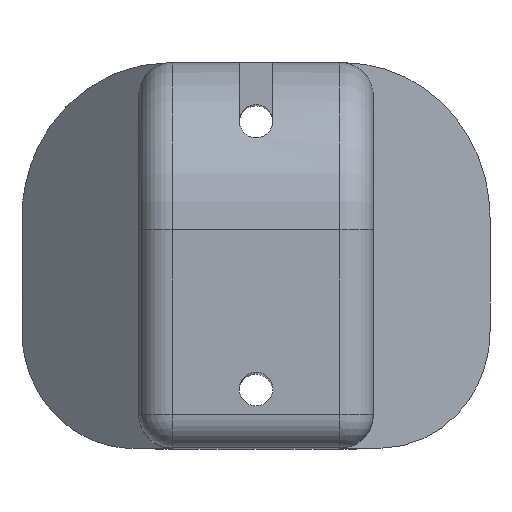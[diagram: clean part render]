
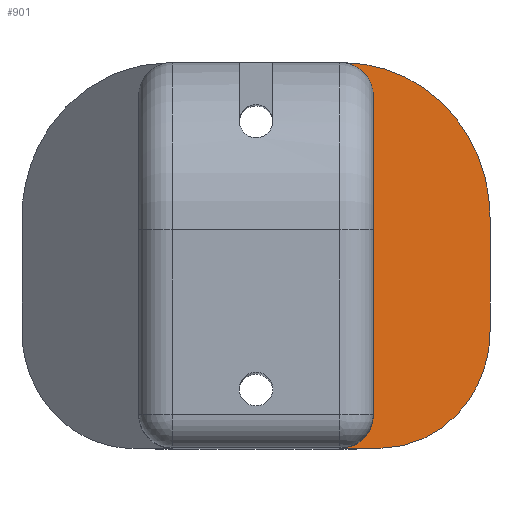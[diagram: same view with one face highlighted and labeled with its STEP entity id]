
A CAD part, top view. The second image highlights one B-rep face of the part: STEP entity #901.
In plain terms, the highlighted planar face has unit normal (0.689, 0, 0.725).
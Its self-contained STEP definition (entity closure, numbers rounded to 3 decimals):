
#17 = CARTESIAN_POINT ( 'NONE',  ( 2.626, 11.5, 8.72 ) ) ;
#27 = CARTESIAN_POINT ( 'NONE',  ( 2.5, 11.5, 8.84 ) ) ;
#29 = ORIENTED_EDGE ( 'NONE', *, *, #189, .F. ) ;
#41 = CARTESIAN_POINT ( 'NONE',  ( 3.086, 0., 8.284 ) ) ;
#51 = CARTESIAN_POINT ( 'NONE',  ( 3.5, 1., 7.89 ) ) ;
#90 = VECTOR ( 'NONE', #1197, 1000. ) ;
#109 = AXIS2_PLACEMENT_3D ( 'NONE', #546, #114, #1307 ) ;
#110 = LINE ( 'NONE', #1294, #138 ) ;
#114 = DIRECTION ( 'NONE',  ( -0.689, 0., -0.725 ) ) ;
#126 = ORIENTED_EDGE ( 'NONE', *, *, #387, .T. ) ;
#134 = VERTEX_POINT ( 'NONE', #244 ) ;
#138 = VECTOR ( 'NONE', #530, 1000. ) ;
#149 = CARTESIAN_POINT ( 'NONE',  ( 5.608, 0., 5.888 ) ) ;
#178 = ORIENTED_EDGE ( 'NONE', *, *, #817, .T. ) ;
#186 =( BOUNDED_CURVE ( )  B_SPLINE_CURVE ( 3, ( #1098, #376, #664, #17 ),
 .UNSPECIFIED., .F., .T. ) 
 B_SPLINE_CURVE_WITH_KNOTS ( ( 4, 4 ),
 ( 0., 1.571 ),
 .UNSPECIFIED. ) 
 CURVE ( )  GEOMETRIC_REPRESENTATION_ITEM ( )  RATIONAL_B_SPLINE_CURVE ( ( 1., 0.805, 0.805, 1. ) ) 
 REPRESENTATION_ITEM ( '' )  );
#188 = ORIENTED_EDGE ( 'NONE', *, *, #1031, .T. ) ;
#189 = EDGE_CURVE ( 'NONE', #242, #212, #227, .T. ) ;
#212 = VERTEX_POINT ( 'NONE', #780 ) ;
#226 = CARTESIAN_POINT ( 'NONE',  ( 3.086, 11.5, 8.284 ) ) ;
#227 = LINE ( 'NONE', #544, #90 ) ;
#242 = VERTEX_POINT ( 'NONE', #266 ) ;
#244 = CARTESIAN_POINT ( 'NONE',  ( 3.668, 0., 7.731 ) ) ;
#266 = CARTESIAN_POINT ( 'NONE',  ( 6.981, 6.9, 4.585 ) ) ;
#267 = ORIENTED_EDGE ( 'NONE', *, *, #1308, .T. ) ;
#291 =( BOUNDED_CURVE ( )  B_SPLINE_CURVE ( 3, ( #27, #226, #1181, #551 ),
 .UNSPECIFIED., .F., .F. ) 
 B_SPLINE_CURVE_WITH_KNOTS ( ( 4, 4 ),
 ( 1.571, 3.142 ),
 .UNSPECIFIED. ) 
 CURVE ( )  GEOMETRIC_REPRESENTATION_ITEM ( )  RATIONAL_B_SPLINE_CURVE ( ( 1., 0.805, 0.805, 1. ) ) 
 REPRESENTATION_ITEM ( '' )  );
#318 = EDGE_CURVE ( 'NONE', #330, #745, #291, .T. ) ;
#329 = DIRECTION ( 'NONE',  ( 0., -1., 0. ) ) ;
#330 = VERTEX_POINT ( 'NONE', #641 ) ;
#343 = EDGE_CURVE ( 'NONE', #330, #952, #110, .T. ) ;
#367 = CARTESIAN_POINT ( 'NONE',  ( 3.668, 0., 7.731 ) ) ;
#376 = CARTESIAN_POINT ( 'NONE',  ( 6.981, 9.595, 4.585 ) ) ;
#387 = EDGE_CURVE ( 'NONE', #536, #134, #635, .T. ) ;
#396 = CARTESIAN_POINT ( 'NONE',  ( 3.5, 0.414, 7.89 ) ) ;
#460 = CARTESIAN_POINT ( 'NONE',  ( 3.5, 11.5, 7.89 ) ) ;
#530 = DIRECTION ( 'NONE',  ( 0.725, 0., -0.689 ) ) ;
#533 = LINE ( 'NONE', #460, #967 ) ;
#536 = VERTEX_POINT ( 'NONE', #761 ) ;
#544 = CARTESIAN_POINT ( 'NONE',  ( 6.981, 11.5, 4.585 ) ) ;
#546 = CARTESIAN_POINT ( 'NONE',  ( 3.5, 11.5, 7.89 ) ) ;
#551 = CARTESIAN_POINT ( 'NONE',  ( 3.5, 10.5, 7.89 ) ) ;
#554 = PLANE ( 'NONE',  #109 ) ;
#562 = VERTEX_POINT ( 'NONE', #776 ) ;
#574 = CARTESIAN_POINT ( 'NONE',  ( 6.981, 1.45, 4.585 ) ) ;
#635 = LINE ( 'NONE', #648, #983 ) ;
#641 = CARTESIAN_POINT ( 'NONE',  ( 2.5, 11.5, 8.84 ) ) ;
#648 = CARTESIAN_POINT ( 'NONE',  ( 3.5, 0., 7.89 ) ) ;
#651 = FACE_OUTER_BOUND ( 'NONE', #966, .T. ) ;
#664 = CARTESIAN_POINT ( 'NONE',  ( 5.177, 11.5, 6.298 ) ) ;
#676 = CARTESIAN_POINT ( 'NONE',  ( 2.5, 0., 8.84 ) ) ;
#726 = ORIENTED_EDGE ( 'NONE', *, *, #318, .T. ) ;
#745 = VERTEX_POINT ( 'NONE', #805 ) ;
#761 = CARTESIAN_POINT ( 'NONE',  ( 2.5, 0., 8.84 ) ) ;
#776 = CARTESIAN_POINT ( 'NONE',  ( 3.5, 1., 7.89 ) ) ;
#780 = CARTESIAN_POINT ( 'NONE',  ( 6.981, 3.5, 4.585 ) ) ;
#805 = CARTESIAN_POINT ( 'NONE',  ( 3.5, 10.5, 7.89 ) ) ;
#817 = EDGE_CURVE ( 'NONE', #745, #562, #533, .T. ) ;
#867 = DIRECTION ( 'NONE',  ( 0.725, 0., -0.689 ) ) ;
#896 =( BOUNDED_CURVE ( )  B_SPLINE_CURVE ( 3, ( #51, #396, #41, #676 ),
 .UNSPECIFIED., .F., .T. ) 
 B_SPLINE_CURVE_WITH_KNOTS ( ( 4, 4 ),
 ( 3.142, 4.712 ),
 .UNSPECIFIED. ) 
 CURVE ( )  GEOMETRIC_REPRESENTATION_ITEM ( )  RATIONAL_B_SPLINE_CURVE ( ( 1., 0.805, 0.805, 1. ) ) 
 REPRESENTATION_ITEM ( '' )  );
#901 = ADVANCED_FACE ( 'NONE', ( #651 ), #554, .F. ) ;
#907 = CARTESIAN_POINT ( 'NONE',  ( 2.626, 11.5, 8.72 ) ) ;
#952 = VERTEX_POINT ( 'NONE', #907 ) ;
#966 = EDGE_LOOP ( 'NONE', ( #126, #1386, #29, #267, #1090, #726, #178, #188 ) ) ;
#967 = VECTOR ( 'NONE', #329, 1000. ) ;
#983 = VECTOR ( 'NONE', #867, 1000. ) ;
#1004 =( BOUNDED_CURVE ( )  B_SPLINE_CURVE ( 3, ( #367, #149, #574, #1312 ),
 .UNSPECIFIED., .F., .T. ) 
 B_SPLINE_CURVE_WITH_KNOTS ( ( 4, 4 ),
 ( 1.571, 3.142 ),
 .UNSPECIFIED. ) 
 CURVE ( )  GEOMETRIC_REPRESENTATION_ITEM ( )  RATIONAL_B_SPLINE_CURVE ( ( 1., 0.805, 0.805, 1. ) ) 
 REPRESENTATION_ITEM ( '' )  );
#1031 = EDGE_CURVE ( 'NONE', #562, #536, #896, .T. ) ;
#1090 = ORIENTED_EDGE ( 'NONE', *, *, #343, .F. ) ;
#1098 = CARTESIAN_POINT ( 'NONE',  ( 6.981, 6.9, 4.585 ) ) ;
#1181 = CARTESIAN_POINT ( 'NONE',  ( 3.5, 11.086, 7.89 ) ) ;
#1197 = DIRECTION ( 'NONE',  ( 0., -1., 0. ) ) ;
#1294 = CARTESIAN_POINT ( 'NONE',  ( 9.153, 11.5, 2.522 ) ) ;
#1307 = DIRECTION ( 'NONE',  ( -0.725, 0., 0.689 ) ) ;
#1308 = EDGE_CURVE ( 'NONE', #242, #952, #186, .T. ) ;
#1312 = CARTESIAN_POINT ( 'NONE',  ( 6.981, 3.5, 4.585 ) ) ;
#1325 = EDGE_CURVE ( 'NONE', #134, #212, #1004, .T. ) ;
#1386 = ORIENTED_EDGE ( 'NONE', *, *, #1325, .T. ) ;
